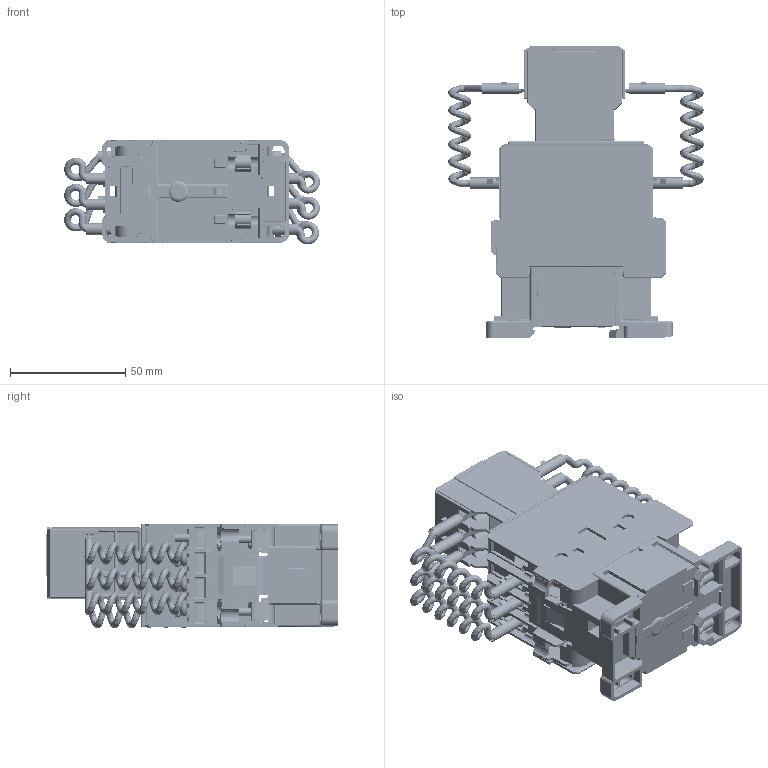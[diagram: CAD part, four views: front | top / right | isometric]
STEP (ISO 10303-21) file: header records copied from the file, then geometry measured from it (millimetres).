
FILE_DESCRIPTION((''),'2;1');
FILE_NAME('CWMC18_1_ASM_1_ASM_1_ASM_1_ASM','2022-12-09T07:42:03',('klemen.sitar'),('Audax d.o.o.'),'CREO PARAMETRIC BY PTC INC, 2021304','CREO PARAMETRIC BY PTC INC, 2021304','');
FILE_SCHEMA(('AP242_MANAGED_MODEL_BASED_3D_ENGINEERING_MIM_LF { 1 0 10303 442 1 1 4 }'));
Products named in the file (65): CWMC18_1_1_1_1_1; CWMC18_2_1_1_1; CWMC18_3_1_1_1; CWMC18_4_1_1_1; CWMC18_5_1_1_1; CWMC18_6_1_1_1; CWMC18_7_1_1_1; CWMC18_8_1_1_1; CWMC18_9_1_1_1; CWMC18_10_1_1_1; CWMC18_11_1_1_1; CWMC18_12_1_1_1; CWMC18_13_1_1_1; CWMC18_14_1_1_1; CWMC18_15_1_1_1; CWMC18_16_1_1_1; CWMC18_17_1_1_1; CWMC18_18_1_1_1; CWMC18_19_1_1_1; CWMC18_20_1_1_1; CWMC18_21_1_1_1; CWMC18_22_1_1_1; CWMC18_23_1_1_1; CWMC18_24_1_1_1; CWMC18_25_1_1_1; CWMC18_26_1_1_1; CWMC18_27_1_1_1; CWMC18_28_1_1_1; CWMC18_29_1_1_1; CWMC18_30_1_1_1; CWMC18_31_1_1_1; CWMC18_35_1_1_1; CWMC18_36_1_1_1; CWMC18_37_1_1_1; CWMC18_38_1_1_1; CWMC18_39_1_1_1; CWMC18_40_1_1_1; CWMC18_41_1_1_1; CWMC18_42_1_1_1; CWMC18_43_1_1_1 ...
Assembly tree (64 placements, depth 3):
  CWMC18_1_ASM_1_ASM_1_ASM_1_ASM
    CWMC18_1_1_1_1_1
    CWMC18_2_1_1_1
    CWMC18_3_1_1_1
    CWMC18_4_1_1_1
    CWMC18_5_1_1_1
    CWMC18_6_1_1_1
    CWMC18_7_1_1_1
    CWMC18_8_1_1_1
    CWMC18_9_1_1_1
    CWMC18_10_1_1_1
    CWMC18_11_1_1_1
    CWMC18_12_1_1_1
    CWMC18_13_1_1_1
    CWMC18_14_1_1_1
    CWMC18_15_1_1_1
    CWMC18_16_1_1_1
    CWMC18_17_1_1_1
    CWMC18_18_1_1_1
    CWMC18_19_1_1_1
    CWMC18_20_1_1_1
    CWMC18_21_1_1_1
    CWMC18_22_1_1_1
    CWMC18_23_1_1_1
    CWMC18_24_1_1_1
    CWMC18_25_1_1_1
    CWMC18_26_1_1_1
    CWMC18_27_1_1_1
    CWMC18_28_1_1_1
    CWMC18_29_1_1_1
    CWMC18_30_1_1_1
    CWMC18_31_1_1_1
    CWMC18_35_1_1_1
    CWMC18_36_1_1_1
    CWMC18_37_1_1_1
    CWMC18_38_1_1_1
    CWMC18_39_1_1_1
    CWMC18_40_1_1_1
    CWMC18_41_1_1_1
    CWMC18_42_1_1_1
    CWMC18_43_1_1_1
    CWMC18_44_1_1_1
    CWMC18_45_1_1_1
    CWMC18_46_1_1_1
    CWMC18_47_1_ASM_1_ASM_1_ASM
      CWMC18_47_1_1_1_1
      CWMC18_47_1_2_1_1
      CWMC18_47_1_3_1_1
    CWMC18_48_1_1_1
    CWMC18_49_1_1_1
    CWMC18_50_1_1_1
    CWMC18_51_1_1_1
    CWMC18_52_1_1_1
    CWMC18_53_1_1_1
    CWMC18_54_1_1_1
    CWMC18_55_1_1_1
    CWMC18_56_1_1_1
    CWMC18_57_1_1_1
    CWMC18_58_1_1_1
    CWMC18_59_1_1_1
Bounding box: 111.12 x 126.6 x 45.55 mm (x, y, z)
Volume: 156822.9 mm3; surface area: 118622.6 mm2
Topology: 53 solids, 120 shells, 6391 faces, 17158 edges, 10758 vertices
Faces by surface type: plane 3466, cylinder 1847, bspline 510, torus 269, sphere 199, cone 74, extrusion 20, revolution 6
Entity records: 310131 total; most frequent: CARTESIAN_POINT 101114, ORIENTED_EDGE 33643, DIRECTION 29424, EDGE_CURVE 16959, VECTOR 10840, LINE 10820, VERTEX_POINT 10761, AXIS2_PLACEMENT_3D 9289
